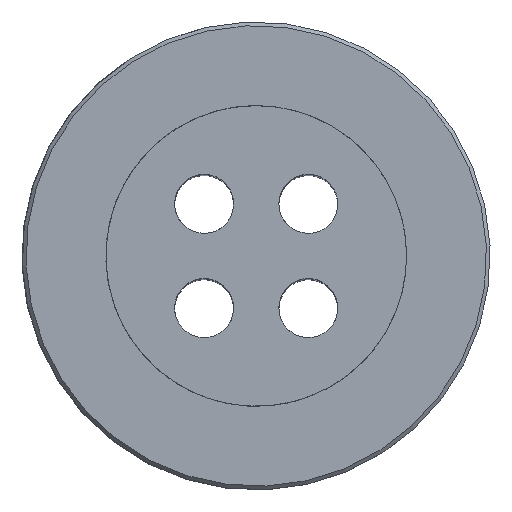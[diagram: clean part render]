
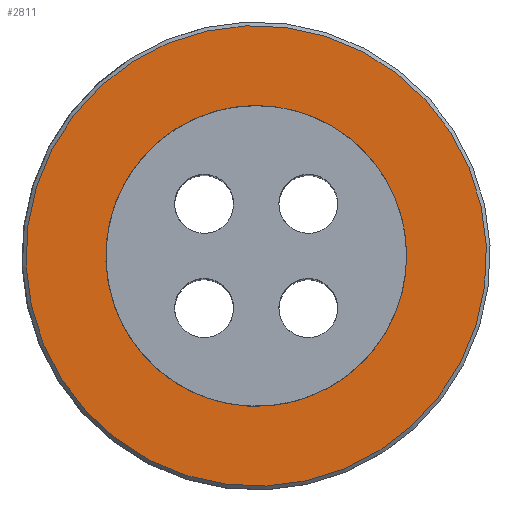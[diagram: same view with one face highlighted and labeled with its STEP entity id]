
A CAD part, front view. The second image highlights one B-rep face of the part: STEP entity #2811.
In plain terms, the highlighted face is planar.
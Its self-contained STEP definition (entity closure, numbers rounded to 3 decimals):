
#45=FACE_BOUND('',#450,.T.);
#62=ELLIPSE('',#3191,10.2,10.2);
#87=PLANE('',#3190);
#292=FACE_OUTER_BOUND('',#449,.T.);
#449=EDGE_LOOP('',(#2433));
#450=EDGE_LOOP('',(#2434));
#1155=CIRCLE('',#3189,15.625);
#1433=VERTEX_POINT('',#4952);
#1434=VERTEX_POINT('',#4956);
#1791=EDGE_CURVE('',#1433,#1433,#1155,.T.);
#1793=EDGE_CURVE('',#1434,#1434,#62,.F.);
#2433=ORIENTED_EDGE('',*,*,#1791,.F.);
#2434=ORIENTED_EDGE('',*,*,#1793,.T.);
#2811=ADVANCED_FACE('',(#292,#45),#87,.F.);
#3189=AXIS2_PLACEMENT_3D('',#4953,#3999,#4000);
#3190=AXIS2_PLACEMENT_3D('',#4955,#4002,#4003);
#3191=AXIS2_PLACEMENT_3D('',#4957,#4004,#4005);
#3999=DIRECTION('center_axis',(0.,0.,-1.));
#4000=DIRECTION('ref_axis',(1.,0.,0.));
#4002=DIRECTION('center_axis',(0.,0.,-1.));
#4003=DIRECTION('ref_axis',(-1.,0.,0.));
#4004=DIRECTION('center_axis',(0.,0.,1.));
#4005=DIRECTION('ref_axis',(0.,-1.,0.));
#4952=CARTESIAN_POINT('',(-15.625,0.,11.049));
#4953=CARTESIAN_POINT('Origin',(0.,0.,11.049));
#4955=CARTESIAN_POINT('Origin',(0.,15.875,11.049));
#4956=CARTESIAN_POINT('',(10.2,0.001,11.049));
#4957=CARTESIAN_POINT('Origin',(0.,0.001,
11.049));
